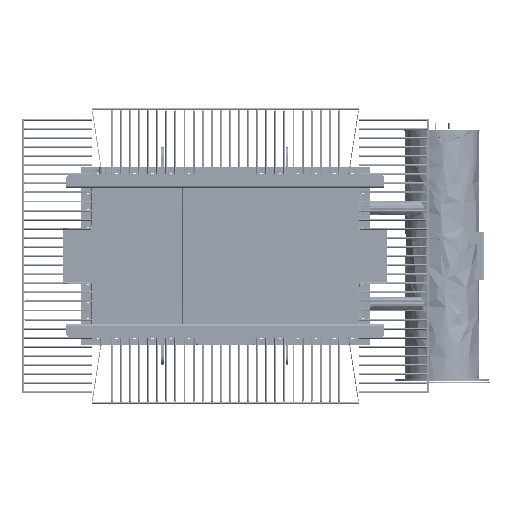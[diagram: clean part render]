
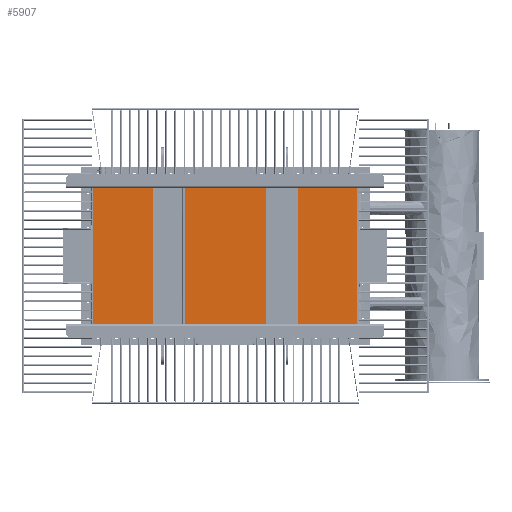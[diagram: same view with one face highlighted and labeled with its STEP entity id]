
A CAD part, front view. The second image highlights one B-rep face of the part: STEP entity #5907.
In plain terms, the highlighted free-form (B-spline) face has degree [1, 1] with [2, 2] control points.
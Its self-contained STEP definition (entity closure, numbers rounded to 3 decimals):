
#5506 = VERTEX_POINT('',#5507);
#5507 = CARTESIAN_POINT('',(-781.016,-1347.32,
    452.238));
#5512 = EDGE_CURVE('',#5513,#5506,#5515,.T.);
#5513 = VERTEX_POINT('',#5514);
#5514 = CARTESIAN_POINT('',(-781.016,-1347.32,
    -452.238));
#5515 = B_SPLINE_CURVE_WITH_KNOTS('',1,(#5516,#5517),.UNSPECIFIED.,.F.,
  .F.,(2,2),(0.,674.),.PIECEWISE_BEZIER_KNOTS.);
#5516 = CARTESIAN_POINT('',(-781.016,-1347.32,
    -452.238));
#5517 = CARTESIAN_POINT('',(-781.016,-1347.32,
    452.238));
#5667 = VERTEX_POINT('',#5668);
#5668 = CARTESIAN_POINT('',(781.016,-1347.32,
    452.238));
#5692 = VERTEX_POINT('',#5693);
#5693 = CARTESIAN_POINT('',(781.016,-1347.32,
    -452.238));
#5698 = EDGE_CURVE('',#5667,#5692,#5699,.T.);
#5699 = B_SPLINE_CURVE_WITH_KNOTS('',1,(#5700,#5701),.UNSPECIFIED.,.F.,
  .F.,(2,2),(0.,674.),.PIECEWISE_BEZIER_KNOTS.);
#5700 = CARTESIAN_POINT('',(781.016,-1347.32,
    452.238));
#5701 = CARTESIAN_POINT('',(781.016,-1347.32,
    -452.238));
#5840 = EDGE_CURVE('',#5692,#5513,#5841,.T.);
#5841 = B_SPLINE_CURVE_WITH_KNOTS('',1,(#5842,#5843),.UNSPECIFIED.,.F.,
  .F.,(2,2),(0.,1164.),.PIECEWISE_BEZIER_KNOTS.);
#5842 = CARTESIAN_POINT('',(781.016,-1347.32,
    -452.238));
#5843 = CARTESIAN_POINT('',(-781.016,-1347.32,
    -452.238));
#5907 = ADVANCED_FACE('',(#5908),#5918,.F.);
#5908 = FACE_BOUND('',#5909,.F.);
#5909 = EDGE_LOOP('',(#5910,#5911,#5912,#5913));
#5910 = ORIENTED_EDGE('',*,*,#5698,.T.);
#5911 = ORIENTED_EDGE('',*,*,#5840,.T.);
#5912 = ORIENTED_EDGE('',*,*,#5512,.T.);
#5913 = ORIENTED_EDGE('',*,*,#5914,.T.);
#5914 = EDGE_CURVE('',#5506,#5667,#5915,.T.);
#5915 = B_SPLINE_CURVE_WITH_KNOTS('',1,(#5916,#5917),.UNSPECIFIED.,.F.,
  .F.,(2,2),(0.,1164.),.PIECEWISE_BEZIER_KNOTS.);
#5916 = CARTESIAN_POINT('',(-781.016,-1347.32,
    452.238));
#5917 = CARTESIAN_POINT('',(781.016,-1347.32,
    452.238));
#5918 = B_SPLINE_SURFACE_WITH_KNOTS('',1,1,(
    (#5919,#5920)
    ,(#5921,#5922
    )),.UNSPECIFIED.,.F.,.F.,.F.,(2,2),(2,2),(-582.,582.),(-337.,337.),
  .PIECEWISE_BEZIER_KNOTS.);
#5919 = CARTESIAN_POINT('',(-781.016,-1347.32,
    452.238));
#5920 = CARTESIAN_POINT('',(-781.016,-1347.32,
    -452.238));
#5921 = CARTESIAN_POINT('',(781.016,-1347.32,
    452.238));
#5922 = CARTESIAN_POINT('',(781.016,-1347.32,
    -452.238));
